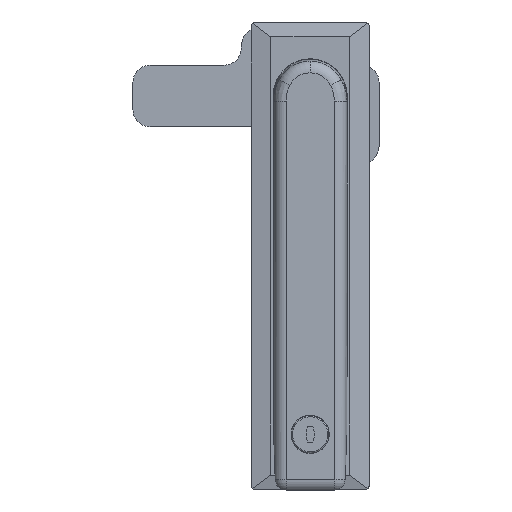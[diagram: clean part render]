
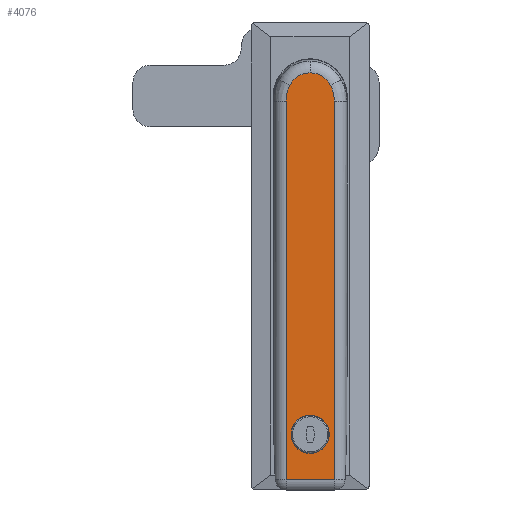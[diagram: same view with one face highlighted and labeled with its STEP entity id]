
A CAD part, top view. The second image highlights one B-rep face of the part: STEP entity #4076.
In plain terms, the highlighted planar face has unit normal (0, 0, 1).
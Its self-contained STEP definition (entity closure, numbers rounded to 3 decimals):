
#121 = DIRECTION ( 'NONE',  ( 1., 0., 0. ) ) ;
#441 = CARTESIAN_POINT ( 'NONE',  ( 8.288, 4.284, 8. ) ) ;
#729 = CARTESIAN_POINT ( 'NONE',  ( -9.8, -2.101, 8. ) ) ;
#1198 = VERTEX_POINT ( 'NONE', #4310 ) ;
#1383 = DIRECTION ( 'NONE',  ( 0., 0., 1. ) ) ;
#1616 = CARTESIAN_POINT ( 'NONE',  ( -9.8, 0.175, 8. ) ) ;
#1948 = EDGE_LOOP ( 'NONE', ( #14387, #10061 ) ) ;
#2111 = EDGE_CURVE ( 'NONE', #1198, #15986, #12279, .T. ) ;
#2499 = PLANE ( 'NONE',  #17289 ) ;
#2960 = CARTESIAN_POINT ( 'NONE',  ( 0., 0., 8. ) ) ;
#2979 = LINE ( 'NONE', #11215, #19380 ) ;
#3266 = CARTESIAN_POINT ( 'NONE',  ( 9.8, -156., 8. ) ) ;
#3491 = CARTESIAN_POINT ( 'NONE',  ( 0., 0., 8. ) ) ;
#3734 = CARTESIAN_POINT ( 'NONE',  ( 9.8, -2.101, 8. ) ) ;
#3738 = ORIENTED_EDGE ( 'NONE', *, *, #13302, .T. ) ;
#4076 = ADVANCED_FACE ( 'NONE', ( #5580, #18393 ), #2499, .F. ) ;
#4310 = CARTESIAN_POINT ( 'NONE',  ( 7.75, -137.5, 8. ) ) ;
#4497 = CIRCLE ( 'NONE', #7094, 7.75 ) ;
#4607 = EDGE_CURVE ( 'NONE', #18377, #19116, #17353, .T. ) ;
#5105 = CARTESIAN_POINT ( 'NONE',  ( 0., -137.5, 8. ) ) ;
#5430 = CARTESIAN_POINT ( 'NONE',  ( -7.75, -137.5, 8. ) ) ;
#5580 = FACE_BOUND ( 'NONE', #1948, .T. ) ;
#5608 = CARTESIAN_POINT ( 'NONE',  ( 8.288, 4.284, 8. ) ) ;
#5636 = CIRCLE ( 'NONE', #19806, 9.33 ) ;
#5794 = VECTOR ( 'NONE', #11076, 1000. ) ;
#6015 = VERTEX_POINT ( 'NONE', #5608 ) ;
#6652 = CARTESIAN_POINT ( 'NONE',  ( 9.8, -2.101, 8. ) ) ;
#6844 = CARTESIAN_POINT ( 'NONE',  ( -8.288, 4.284, 8. ) ) ;
#6957 = CARTESIAN_POINT ( 'NONE',  ( 9.8, 0.175, 8. ) ) ;
#7094 = AXIS2_PLACEMENT_3D ( 'NONE', #19606, #13070, #121 ) ;
#7466 =( BOUNDED_CURVE ( )  B_SPLINE_CURVE ( 3, ( #3734, #6957, #19864, #441 ),
 .UNSPECIFIED., .F., .F. ) 
 B_SPLINE_CURVE_WITH_KNOTS ( ( 4, 4 ),
 ( 1.571, 2.134 ),
 .UNSPECIFIED. ) 
 CURVE ( )  GEOMETRIC_REPRESENTATION_ITEM ( )  RATIONAL_B_SPLINE_CURVE ( ( 1., 0.974, 0.974, 1. ) ) 
 REPRESENTATION_ITEM ( '' )  );
#7633 = DIRECTION ( 'NONE',  ( 0., 1., 0. ) ) ;
#8179 = AXIS2_PLACEMENT_3D ( 'NONE', #5105, #8390, #19859 ) ;
#8234 = DIRECTION ( 'NONE',  ( 0., 0., 1. ) ) ;
#8390 = DIRECTION ( 'NONE',  ( 0., 0., 1. ) ) ;
#8526 = ORIENTED_EDGE ( 'NONE', *, *, #11329, .F. ) ;
#9024 = DIRECTION ( 'NONE',  ( 0., 0., -1. ) ) ;
#9650 = EDGE_CURVE ( 'NONE', #16613, #16434, #2979, .T. ) ;
#9823 = ORIENTED_EDGE ( 'NONE', *, *, #13847, .T. ) ;
#9851 = CARTESIAN_POINT ( 'NONE',  ( -9.8, -2.101, 8. ) ) ;
#10061 = ORIENTED_EDGE ( 'NONE', *, *, #11446, .F. ) ;
#10130 = CARTESIAN_POINT ( 'NONE',  ( -9.282, 2.36, 8. ) ) ;
#10761 = DIRECTION ( 'NONE',  ( 0., 1., 0. ) ) ;
#11076 = DIRECTION ( 'NONE',  ( -1., 0., 0. ) ) ;
#11140 = LINE ( 'NONE', #21038, #5794 ) ;
#11215 = CARTESIAN_POINT ( 'NONE',  ( -9.8, 19.9, 8. ) ) ;
#11329 = EDGE_CURVE ( 'NONE', #15799, #16434, #11140, .T. ) ;
#11446 = EDGE_CURVE ( 'NONE', #15986, #1198, #4497, .T. ) ;
#11457 = ORIENTED_EDGE ( 'NONE', *, *, #16209, .T. ) ;
#12279 = CIRCLE ( 'NONE', #8179, 7.75 ) ;
#12316 = CARTESIAN_POINT ( 'NONE',  ( 0., 9.33, 8. ) ) ;
#12428 = ORIENTED_EDGE ( 'NONE', *, *, #4607, .T. ) ;
#12829 =( BOUNDED_CURVE ( )  B_SPLINE_CURVE ( 3, ( #6844, #10130, #1616, #9851 ),
 .UNSPECIFIED., .F., .F. ) 
 B_SPLINE_CURVE_WITH_KNOTS ( ( 4, 4 ),
 ( 4.149, 4.712 ),
 .UNSPECIFIED. ) 
 CURVE ( )  GEOMETRIC_REPRESENTATION_ITEM ( )  RATIONAL_B_SPLINE_CURVE ( ( 1., 0.974, 0.974, 1. ) ) 
 REPRESENTATION_ITEM ( '' )  );
#12869 = DIRECTION ( 'NONE',  ( 0., -1., 0. ) ) ;
#13070 = DIRECTION ( 'NONE',  ( 0., 0., 1. ) ) ;
#13302 = EDGE_CURVE ( 'NONE', #15799, #17014, #13386, .T. ) ;
#13386 = LINE ( 'NONE', #16234, #17250 ) ;
#13686 = AXIS2_PLACEMENT_3D ( 'NONE', #3491, #8234, #19972 ) ;
#13847 = EDGE_CURVE ( 'NONE', #19116, #16613, #12829, .T. ) ;
#14387 = ORIENTED_EDGE ( 'NONE', *, *, #2111, .F. ) ;
#14732 = DIRECTION ( 'NONE',  ( 0., 1., 0. ) ) ;
#14774 = EDGE_LOOP ( 'NONE', ( #11457, #12428, #9823, #17266, #8526, #3738, #21090 ) ) ;
#14967 = EDGE_CURVE ( 'NONE', #17014, #6015, #7466, .T. ) ;
#15530 = CARTESIAN_POINT ( 'NONE',  ( -14.8, 19.9, 8. ) ) ;
#15799 = VERTEX_POINT ( 'NONE', #3266 ) ;
#15986 = VERTEX_POINT ( 'NONE', #5430 ) ;
#16209 = EDGE_CURVE ( 'NONE', #6015, #18377, #5636, .T. ) ;
#16234 = CARTESIAN_POINT ( 'NONE',  ( 9.8, 19.9, 8. ) ) ;
#16434 = VERTEX_POINT ( 'NONE', #18020 ) ;
#16613 = VERTEX_POINT ( 'NONE', #729 ) ;
#17014 = VERTEX_POINT ( 'NONE', #6652 ) ;
#17250 = VECTOR ( 'NONE', #14732, 1000. ) ;
#17266 = ORIENTED_EDGE ( 'NONE', *, *, #9650, .T. ) ;
#17289 = AXIS2_PLACEMENT_3D ( 'NONE', #15530, #9024, #10761 ) ;
#17353 = CIRCLE ( 'NONE', #13686, 9.33 ) ;
#18020 = CARTESIAN_POINT ( 'NONE',  ( -9.8, -156., 8. ) ) ;
#18377 = VERTEX_POINT ( 'NONE', #12316 ) ;
#18393 = FACE_OUTER_BOUND ( 'NONE', #14774, .T. ) ;
#19116 = VERTEX_POINT ( 'NONE', #20888 ) ;
#19380 = VECTOR ( 'NONE', #12869, 1000. ) ;
#19606 = CARTESIAN_POINT ( 'NONE',  ( 0., -137.5, 8. ) ) ;
#19806 = AXIS2_PLACEMENT_3D ( 'NONE', #2960, #1383, #7633 ) ;
#19859 = DIRECTION ( 'NONE',  ( 1., 0., 0. ) ) ;
#19864 = CARTESIAN_POINT ( 'NONE',  ( 9.282, 2.36, 8. ) ) ;
#19972 = DIRECTION ( 'NONE',  ( 0., 1., 0. ) ) ;
#20888 = CARTESIAN_POINT ( 'NONE',  ( -8.288, 4.284, 8. ) ) ;
#21038 = CARTESIAN_POINT ( 'NONE',  ( 14.8, -156., 8. ) ) ;
#21090 = ORIENTED_EDGE ( 'NONE', *, *, #14967, .T. ) ;
